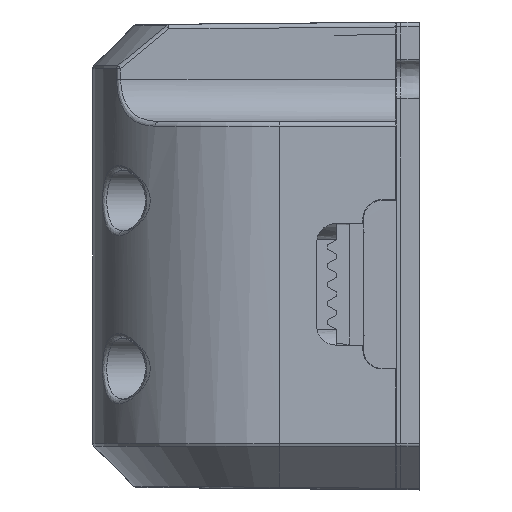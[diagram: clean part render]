
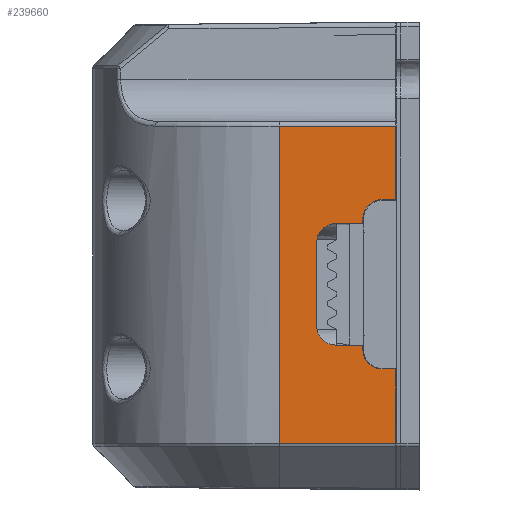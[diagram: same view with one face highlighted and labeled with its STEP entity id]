
A CAD part, left-side view. The second image highlights one B-rep face of the part: STEP entity #239660.
In plain terms, the highlighted planar face has unit normal (-1, 0, 0).
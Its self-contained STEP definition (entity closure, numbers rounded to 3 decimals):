
#238270=CARTESIAN_POINT('',(-166.12,2.06,25.));
#238280=DIRECTION('',(-1.,0.,0.));
#238290=DIRECTION('',(0.,1.,0.));
#238300=AXIS2_PLACEMENT_3D('',#238270,#238280,#238290);
#238310=PLANE('',#238300);
#238320=CARTESIAN_POINT('',(-166.12,2.56,6.028));
#238330=DIRECTION('',(0.,1.,0.));
#238340=VECTOR('',#238330,1.);
#238350=LINE('',#238320,#238340);
#238360=CARTESIAN_POINT('',(-166.12,2.56,6.028));
#238370=VERTEX_POINT('',#238360);
#238380=CARTESIAN_POINT('',(-166.12,4.,6.028));
#238390=VERTEX_POINT('',#238380);
#238400=EDGE_CURVE('',#238370,#238390,#238350,.T.);
#238410=ORIENTED_EDGE('',*,*,#238400,.F.);
#238420=CARTESIAN_POINT('',(-166.12,4.,3.968));
#238430=DIRECTION('',(-1.,0.,0.));
#238440=DIRECTION('',(0.,0.,1.));
#238450=AXIS2_PLACEMENT_3D('',#238420,#238430,#238440);
#238460=CIRCLE('',#238450,2.06);
#238470=CARTESIAN_POINT('',(-166.12,6.06,3.968));
#238480=VERTEX_POINT('',#238470);
#238490=EDGE_CURVE('',#238390,#238480,#238460,.T.);
#238500=ORIENTED_EDGE('',*,*,#238490,.F.);
#238510=CARTESIAN_POINT('',(-166.12,6.06,3.968));
#238520=DIRECTION('',(0.,0.,-1.));
#238530=VECTOR('',#238520,1.);
#238540=LINE('',#238510,#238530);
#238550=CARTESIAN_POINT('',(-166.12,6.06,3.468));
#238560=VERTEX_POINT('',#238550);
#238570=EDGE_CURVE('',#238480,#238560,#238540,.T.);
#238580=ORIENTED_EDGE('',*,*,#238570,.F.);
#238590=CARTESIAN_POINT('',(-166.12,6.06,3.468));
#238600=DIRECTION('',(0.,1.,0.));
#238610=VECTOR('',#238600,1.);
#238620=LINE('',#238590,#238610);
#238630=CARTESIAN_POINT('',(-166.12,8.998,3.468));
#238640=VERTEX_POINT('',#238630);
#238650=EDGE_CURVE('',#238560,#238640,#238620,.T.);
#238660=ORIENTED_EDGE('',*,*,#238650,.F.);
#238670=CARTESIAN_POINT('',(-166.12,8.998,1.468));
#238680=DIRECTION('',(-1.,0.,0.));
#238690=DIRECTION('',(0.,0.,1.));
#238700=AXIS2_PLACEMENT_3D('',#238670,#238680,#238690);
#238710=CIRCLE('',#238700,2.);
#238720=CARTESIAN_POINT('',(-166.12,10.998,1.468));
#238730=VERTEX_POINT('',#238720);
#238740=EDGE_CURVE('',#238640,#238730,#238710,.T.);
#238750=ORIENTED_EDGE('',*,*,#238740,.F.);
#238760=CARTESIAN_POINT('',(-166.12,10.998,1.468));
#238770=DIRECTION('',(0.,0.,-1.));
#238780=VECTOR('',#238770,1.);
#238790=LINE('',#238760,#238780);
#238800=CARTESIAN_POINT('',(-166.12,10.998,-7.532));
#238810=VERTEX_POINT('',#238800);
#238820=EDGE_CURVE('',#238730,#238810,#238790,.T.);
#238830=ORIENTED_EDGE('',*,*,#238820,.F.);
#238840=CARTESIAN_POINT('',(-166.12,8.998,-7.532));
#238850=DIRECTION('',(-1.,0.,0.));
#238860=DIRECTION('',(0.,1.,0.));
#238870=AXIS2_PLACEMENT_3D('',#238840,#238850,#238860);
#238880=CIRCLE('',#238870,2.);
#238890=CARTESIAN_POINT('',(-166.12,8.998,-9.532));
#238900=VERTEX_POINT('',#238890);
#238910=EDGE_CURVE('',#238810,#238900,#238880,.T.);
#238920=ORIENTED_EDGE('',*,*,#238910,.F.);
#238930=CARTESIAN_POINT('',(-166.12,8.998,-9.532));
#238940=DIRECTION('',(0.,-1.,0.));
#238950=VECTOR('',#238940,1.);
#238960=LINE('',#238930,#238950);
#238970=CARTESIAN_POINT('',(-166.12,6.06,-9.532));
#238980=VERTEX_POINT('',#238970);
#238990=EDGE_CURVE('',#238900,#238980,#238960,.T.);
#239000=ORIENTED_EDGE('',*,*,#238990,.F.);
#239010=CARTESIAN_POINT('',(-166.12,6.06,-9.532));
#239020=DIRECTION('',(0.,0.,-1.));
#239030=VECTOR('',#239020,1.);
#239040=LINE('',#239010,#239030);
#239050=CARTESIAN_POINT('',(-166.12,6.06,-10.032));
#239060=VERTEX_POINT('',#239050);
#239070=EDGE_CURVE('',#238980,#239060,#239040,.T.);
#239080=ORIENTED_EDGE('',*,*,#239070,.F.);
#239090=CARTESIAN_POINT('',(-166.12,4.,-10.032));
#239100=DIRECTION('',(-1.,0.,0.));
#239110=DIRECTION('',(0.,1.,0.));
#239120=AXIS2_PLACEMENT_3D('',#239090,#239100,#239110);
#239130=CIRCLE('',#239120,2.06);
#239140=CARTESIAN_POINT('',(-166.12,4.,-12.092));
#239150=VERTEX_POINT('',#239140);
#239160=EDGE_CURVE('',#239060,#239150,#239130,.T.);
#239170=ORIENTED_EDGE('',*,*,#239160,.F.);
#239180=CARTESIAN_POINT('',(-166.12,2.56,-12.092));
#239190=DIRECTION('',(0.,1.,0.));
#239200=VECTOR('',#239190,1.);
#239210=LINE('',#239180,#239200);
#239220=CARTESIAN_POINT('',(-166.12,2.56,-12.092));
#239230=VERTEX_POINT('',#239220);
#239240=EDGE_CURVE('',#239230,#239150,#239210,.T.);
#239250=ORIENTED_EDGE('',*,*,#239240,.T.);
#239260=CARTESIAN_POINT('',(-166.12,2.56,-12.092));
#239270=DIRECTION('',(0.,0.,-1.));
#239280=VECTOR('',#239270,1.);
#239290=LINE('',#239260,#239280);
#239300=CARTESIAN_POINT('',(-166.12,2.56,-20.043));
#239310=VERTEX_POINT('',#239300);
#239320=EDGE_CURVE('',#239230,#239310,#239290,.T.);
#239330=ORIENTED_EDGE('',*,*,#239320,.F.);
#239340=CARTESIAN_POINT('',(-166.12,15.,-20.043));
#239350=DIRECTION('',(0.,-1.,0.));
#239360=VECTOR('',#239350,1.);
#239370=LINE('',#239340,#239360);
#239380=CARTESIAN_POINT('',(-166.12,15.,-20.043));
#239390=VERTEX_POINT('',#239380);
#239400=EDGE_CURVE('',#239390,#239310,#239370,.T.);
#239410=ORIENTED_EDGE('',*,*,#239400,.T.);
#239420=CARTESIAN_POINT('',(-166.12,15.,13.9));
#239430=DIRECTION('',(0.,0.,-1.));
#239440=VECTOR('',#239430,1.);
#239450=LINE('',#239420,#239440);
#239460=CARTESIAN_POINT('',(-166.12,15.,13.9));
#239470=VERTEX_POINT('',#239460);
#239480=EDGE_CURVE('',#239470,#239390,#239450,.T.);
#239490=ORIENTED_EDGE('',*,*,#239480,.T.);
#239500=CARTESIAN_POINT('',(-166.12,2.56,13.9));
#239510=DIRECTION('',(0.,1.,0.));
#239520=VECTOR('',#239510,1.);
#239530=LINE('',#239500,#239520);
#239540=CARTESIAN_POINT('',(-166.12,2.56,13.9));
#239550=VERTEX_POINT('',#239540);
#239560=EDGE_CURVE('',#239550,#239470,#239530,.T.);
#239570=ORIENTED_EDGE('',*,*,#239560,.T.);
#239580=CARTESIAN_POINT('',(-166.12,2.56,13.9));
#239590=DIRECTION('',(0.,0.,-1.));
#239600=VECTOR('',#239590,1.);
#239610=LINE('',#239580,#239600);
#239620=EDGE_CURVE('',#239550,#238370,#239610,.T.);
#239630=ORIENTED_EDGE('',*,*,#239620,.F.);
#239640=EDGE_LOOP('',(#239630,#239570,#239490,#239410,#239330,#239250,
#239170,#239080,#239000,#238920,#238830,#238750,#238660,#238580,#238500,
#238410));
#239650=FACE_OUTER_BOUND('',#239640,.T.);
#239660=ADVANCED_FACE('',(#239650),#238310,.T.);
